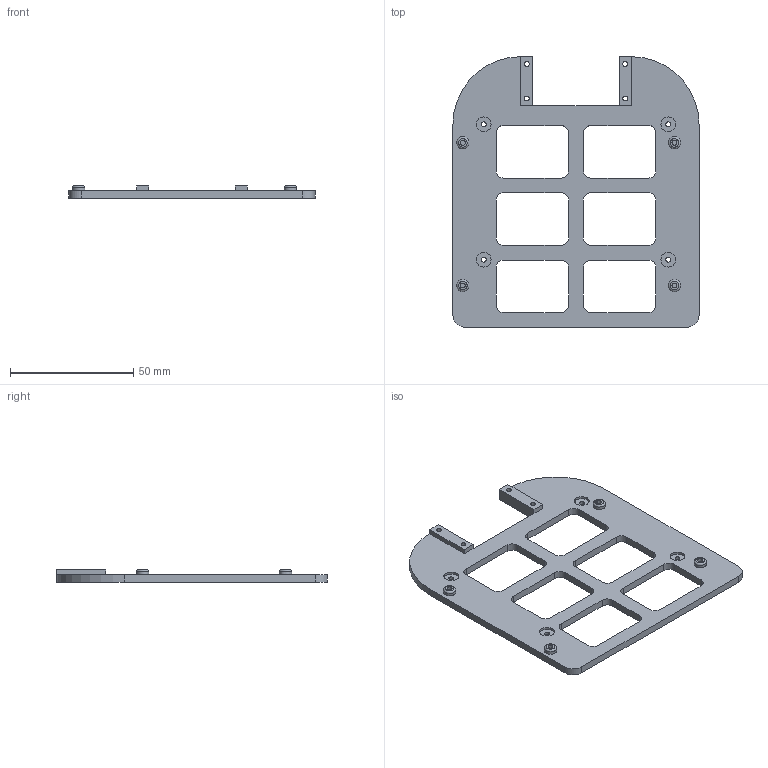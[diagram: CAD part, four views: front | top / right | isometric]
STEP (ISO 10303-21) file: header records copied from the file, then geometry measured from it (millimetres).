
FILE_DESCRIPTION(/* description */ (''),/* implementation_level */ '2;1');
FILE_NAME(/* name */ 'JetsonNanoPlate.step',/* time_stamp */ '2019-08-24T12:16:08+02:00',/* author */ (''),/* organization */ (''),/* preprocessor_version */ 'ST-DEVELOPER v18',/* originating_system */ 'Autodesk Translation Framework v8.6.0.1094',/* authorisation */ '');
FILE_SCHEMA (('AUTOMOTIVE_DESIGN { 1 0 10303 214 3 1 1 }'));
Length unit declared in the file: millimetre
Products named in the file (1): JetsonNanoPlate
Bounding box: 100 x 110 x 5 mm (x, y, z)
Volume: 19003.8 mm3; surface area: 16109.7 mm2
Topology: 1 solids, 1 shells, 104 faces, 270 edges, 180 vertices
Faces by surface type: plane 52, cylinder 48, torus 4
Full cylindrical faces by diameter (mm): 2 x12, 5 x4, 6 x4
Entity records: 3315 total; most frequent: DIRECTION 592, CARTESIAN_POINT 555, ORIENTED_EDGE 540, EDGE_CURVE 270, AXIS2_PLACEMENT_3D 217, VERTEX_POINT 180, LINE 158, VECTOR 158
